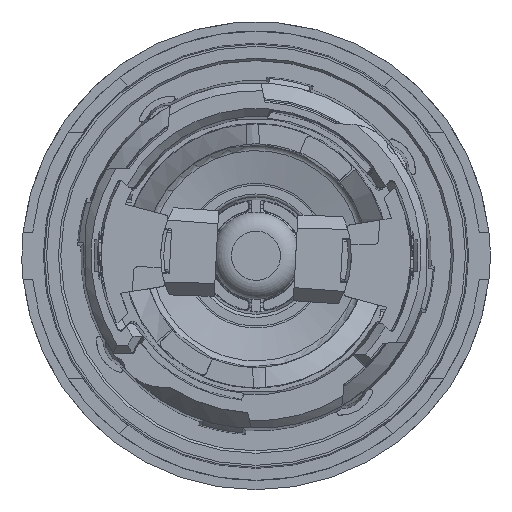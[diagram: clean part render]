
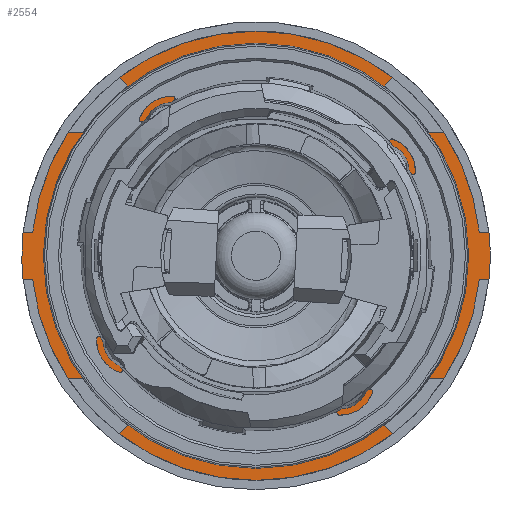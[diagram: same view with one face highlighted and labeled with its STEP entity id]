
A CAD part, front view. The second image highlights one B-rep face of the part: STEP entity #2554.
In plain terms, the highlighted planar face has unit normal (0, -1, 0).
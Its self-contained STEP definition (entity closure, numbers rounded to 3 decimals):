
#205=FACE_BOUND('',#4121,.T.);
#206=FACE_BOUND('',#4122,.T.);
#1037=LINE('',#30372,#1580);
#1041=LINE('',#30386,#1584);
#1045=LINE('',#30395,#1588);
#1049=LINE('',#30409,#1592);
#1053=LINE('',#30422,#1596);
#1057=LINE('',#30430,#1600);
#1060=LINE('',#30443,#1603);
#1064=LINE('',#30453,#1607);
#1070=LINE('',#30508,#1613);
#1071=LINE('',#30509,#1614);
#1072=LINE('',#30510,#1615);
#1073=LINE('',#30511,#1616);
#1580=VECTOR('',#17124,1.);
#1584=VECTOR('',#17140,1.);
#1588=VECTOR('',#17146,1.);
#1592=VECTOR('',#17162,1.);
#1596=VECTOR('',#17174,1.);
#1600=VECTOR('',#17180,1.);
#1603=VECTOR('',#17195,1.);
#1607=VECTOR('',#17205,1.);
#1613=VECTOR('',#17243,1.);
#1614=VECTOR('',#17244,1.);
#1615=VECTOR('',#17245,1.);
#1616=VECTOR('',#17246,1.);
#1911=PLANE('',#14427);
#2554=ADVANCED_FACE('',(#205,#206),#1911,.T.);
#4121=EDGE_LOOP('',(#8131,#8132,#8133,#8134,#8135,#8136,#8137,#8138,#8139,
#8140,#8141,#8142,#8143,#8144,#8145,#8146,#8147,#8148,#8149,#8150,#8151,
#8152,#8153,#8154));
#4122=EDGE_LOOP('',(#8155));
#8131=ORIENTED_EDGE('',*,*,#12173,.T.);
#8132=ORIENTED_EDGE('',*,*,#12171,.T.);
#8133=ORIENTED_EDGE('',*,*,#12168,.T.);
#8134=ORIENTED_EDGE('',*,*,#12191,.F.);
#8135=ORIENTED_EDGE('',*,*,#12195,.F.);
#8136=ORIENTED_EDGE('',*,*,#12187,.T.);
#8137=ORIENTED_EDGE('',*,*,#12196,.F.);
#8138=ORIENTED_EDGE('',*,*,#12180,.F.);
#8139=ORIENTED_EDGE('',*,*,#12145,.F.);
#8140=ORIENTED_EDGE('',*,*,#12146,.F.);
#8141=ORIENTED_EDGE('',*,*,#12152,.F.);
#8142=ORIENTED_EDGE('',*,*,#12179,.F.);
#8143=ORIENTED_EDGE('',*,*,#12162,.F.);
#8144=ORIENTED_EDGE('',*,*,#12163,.F.);
#8145=ORIENTED_EDGE('',*,*,#12158,.F.);
#8146=ORIENTED_EDGE('',*,*,#12178,.F.);
#8147=ORIENTED_EDGE('',*,*,#12197,.F.);
#8148=ORIENTED_EDGE('',*,*,#12183,.T.);
#8149=ORIENTED_EDGE('',*,*,#12198,.F.);
#8150=ORIENTED_EDGE('',*,*,#12193,.F.);
#8151=ORIENTED_EDGE('',*,*,#12134,.F.);
#8152=ORIENTED_EDGE('',*,*,#12135,.F.);
#8153=ORIENTED_EDGE('',*,*,#12141,.F.);
#8154=ORIENTED_EDGE('',*,*,#12192,.F.);
#8155=ORIENTED_EDGE('',*,*,#12199,.T.);
#10117=VERTEX_POINT('',#30366);
#10120=VERTEX_POINT('',#30371);
#10121=VERTEX_POINT('',#30375);
#10124=VERTEX_POINT('',#30385);
#10125=VERTEX_POINT('',#30389);
#10128=VERTEX_POINT('',#30394);
#10129=VERTEX_POINT('',#30398);
#10132=VERTEX_POINT('',#30408);
#10137=VERTEX_POINT('',#30421);
#10138=VERTEX_POINT('',#30423);
#10139=VERTEX_POINT('',#30427);
#10140=VERTEX_POINT('',#30429);
#10145=VERTEX_POINT('',#30444);
#10146=VERTEX_POINT('',#30445);
#10147=VERTEX_POINT('',#30450);
#10148=VERTEX_POINT('',#30454);
#10150=VERTEX_POINT('',#30459);
#10152=VERTEX_POINT('',#30463);
#10155=VERTEX_POINT('',#30475);
#10156=VERTEX_POINT('',#30477);
#10159=VERTEX_POINT('',#30489);
#10160=VERTEX_POINT('',#30491);
#10163=VERTEX_POINT('',#30501);
#10164=VERTEX_POINT('',#30505);
#10165=VERTEX_POINT('',#30513);
#12134=EDGE_CURVE('',#10120,#10117,#1037,.T.);
#12135=EDGE_CURVE('',#10121,#10120,#13180,.T.);
#12141=EDGE_CURVE('',#10124,#10121,#1041,.T.);
#12145=EDGE_CURVE('',#10128,#10125,#1045,.T.);
#12146=EDGE_CURVE('',#10129,#10128,#13183,.T.);
#12152=EDGE_CURVE('',#10132,#10129,#1049,.T.);
#12158=EDGE_CURVE('',#10137,#10138,#1053,.T.);
#12162=EDGE_CURVE('',#10140,#10139,#1057,.T.);
#12163=EDGE_CURVE('',#10138,#10140,#13188,.T.);
#12168=EDGE_CURVE('',#10145,#10146,#1060,.T.);
#12171=EDGE_CURVE('',#10147,#10145,#13191,.T.);
#12173=EDGE_CURVE('',#10148,#10147,#1064,.T.);
#12178=EDGE_CURVE('',#10152,#10137,#13193,.T.);
#12179=EDGE_CURVE('',#10139,#10132,#13194,.T.);
#12180=EDGE_CURVE('',#10125,#10150,#13195,.T.);
#12183=EDGE_CURVE('',#10156,#10155,#13197,.T.);
#12187=EDGE_CURVE('',#10160,#10159,#13199,.T.);
#12191=EDGE_CURVE('',#10163,#10146,#13201,.T.);
#12192=EDGE_CURVE('',#10148,#10124,#13202,.T.);
#12193=EDGE_CURVE('',#10117,#10164,#13203,.T.);
#12195=EDGE_CURVE('',#10160,#10163,#1070,.T.);
#12196=EDGE_CURVE('',#10150,#10159,#1071,.T.);
#12197=EDGE_CURVE('',#10156,#10152,#1072,.T.);
#12198=EDGE_CURVE('',#10164,#10155,#1073,.T.);
#12199=EDGE_CURVE('',#10165,#10165,#13204,.T.);
#13180=CIRCLE('',#14384,13.4);
#13183=CIRCLE('',#14391,13.4);
#13188=CIRCLE('',#14402,13.4);
#13191=CIRCLE('',#14408,13.4);
#13193=CIRCLE('',#14412,14.15);
#13194=CIRCLE('',#14413,14.15);
#13195=CIRCLE('',#14414,14.15);
#13197=CIRCLE('',#14417,14.75);
#13199=CIRCLE('',#14419,14.75);
#13201=CIRCLE('',#14422,14.15);
#13202=CIRCLE('',#14423,14.15);
#13203=CIRCLE('',#14424,14.15);
#13204=CIRCLE('',#14426,10.5);
#14384=AXIS2_PLACEMENT_3D('',#30374,#17127,#17128);
#14391=AXIS2_PLACEMENT_3D('',#30397,#17149,#17150);
#14402=AXIS2_PLACEMENT_3D('',#30432,#17183,#17184);
#14408=AXIS2_PLACEMENT_3D('',#30449,#17200,#17201);
#14412=AXIS2_PLACEMENT_3D('',#30464,#17213,#17214);
#14413=AXIS2_PLACEMENT_3D('',#30465,#17215,#17216);
#14414=AXIS2_PLACEMENT_3D('',#30466,#17217,#17218);
#14417=AXIS2_PLACEMENT_3D('',#30476,#17223,#17224);
#14419=AXIS2_PLACEMENT_3D('',#30490,#17227,#17228);
#14422=AXIS2_PLACEMENT_3D('',#30502,#17234,#17235);
#14423=AXIS2_PLACEMENT_3D('',#30503,#17236,#17237);
#14424=AXIS2_PLACEMENT_3D('',#30504,#17238,#17239);
#14426=AXIS2_PLACEMENT_3D('',#30512,#17247,#17248);
#14427=AXIS2_PLACEMENT_3D('',#30514,#17249,#17250);
#17124=DIRECTION('',(1.,0.,0.));
#17127=DIRECTION('',(0.,1.,0.));
#17128=DIRECTION('',(1.,0.,0.));
#17140=DIRECTION('',(-0.707,0.,-0.707));
#17146=DIRECTION('',(-1.,0.,0.));
#17149=DIRECTION('',(0.,1.,0.));
#17150=DIRECTION('',(-1.,0.,0.));
#17162=DIRECTION('',(0.707,0.,0.707));
#17174=DIRECTION('',(-1.,0.,0.));
#17180=DIRECTION('',(0.707,0.,-0.707));
#17183=DIRECTION('',(0.,1.,0.));
#17184=DIRECTION('',(1.,0.,0.));
#17195=DIRECTION('',(-1.,0.,0.));
#17200=DIRECTION('',(0.,-1.,0.));
#17201=DIRECTION('',(-1.,0.,0.));
#17205=DIRECTION('',(0.707,0.,-0.707));
#17213=DIRECTION('',(0.,1.,0.));
#17214=DIRECTION('',(0.,0.,1.));
#17215=DIRECTION('',(0.,1.,0.));
#17216=DIRECTION('',(0.,0.,1.));
#17217=DIRECTION('',(0.,1.,0.));
#17218=DIRECTION('',(0.,0.,1.));
#17223=DIRECTION('',(0.,-1.,0.));
#17224=DIRECTION('',(0.,0.,-1.));
#17227=DIRECTION('',(0.,-1.,0.));
#17228=DIRECTION('',(0.,0.,-1.));
#17234=DIRECTION('',(0.,1.,0.));
#17235=DIRECTION('',(0.,0.,1.));
#17236=DIRECTION('',(0.,1.,0.));
#17237=DIRECTION('',(0.,0.,1.));
#17238=DIRECTION('',(0.,1.,0.));
#17239=DIRECTION('',(0.,0.,1.));
#17243=DIRECTION('',(1.,0.,0.));
#17244=DIRECTION('',(-1.,0.,0.));
#17245=DIRECTION('',(-1.,0.,0.));
#17246=DIRECTION('',(1.,0.,0.));
#17247=DIRECTION('',(0.,1.,0.));
#17248=DIRECTION('',(0.,0.,-1.));
#17249=DIRECTION('',(0.,-1.,0.));
#17250=DIRECTION('',(0.,0.,-1.));
#30366=CARTESIAN_POINT('',(11.839,15.8,7.75));
#30371=CARTESIAN_POINT('',(10.932,15.8,7.75));
#30372=CARTESIAN_POINT('',(10.932,15.8,7.75));
#30374=CARTESIAN_POINT('',(0.,15.8,0.));
#30375=CARTESIAN_POINT('',(8.076,15.8,10.693));
#30385=CARTESIAN_POINT('',(8.612,15.8,11.228));
#30386=CARTESIAN_POINT('',(11.352,15.8,13.969));
#30389=CARTESIAN_POINT('',(-11.839,15.8,-7.75));
#30394=CARTESIAN_POINT('',(-10.932,15.8,-7.75));
#30395=CARTESIAN_POINT('',(-10.932,15.8,-7.75));
#30397=CARTESIAN_POINT('',(0.,15.8,0.));
#30398=CARTESIAN_POINT('',(-8.076,15.8,-10.693));
#30408=CARTESIAN_POINT('',(-8.612,15.8,-11.228));
#30409=CARTESIAN_POINT('',(-11.352,15.8,-13.969));
#30421=CARTESIAN_POINT('',(11.839,15.8,-7.75));
#30422=CARTESIAN_POINT('',(16.246,15.8,-7.75));
#30423=CARTESIAN_POINT('',(10.932,15.8,-7.75));
#30427=CARTESIAN_POINT('',(8.612,15.8,-11.228));
#30429=CARTESIAN_POINT('',(8.076,15.8,-10.693));
#30430=CARTESIAN_POINT('',(8.076,15.8,-10.693));
#30432=CARTESIAN_POINT('',(0.,15.8,0.));
#30443=CARTESIAN_POINT('',(-10.932,15.8,7.75));
#30444=CARTESIAN_POINT('',(-10.932,15.8,7.75));
#30445=CARTESIAN_POINT('',(-11.839,15.8,7.75));
#30449=CARTESIAN_POINT('',(0.,15.8,0.));
#30450=CARTESIAN_POINT('',(-8.076,15.8,10.693));
#30453=CARTESIAN_POINT('',(-11.352,15.8,13.969));
#30454=CARTESIAN_POINT('',(-8.612,15.8,11.228));
#30459=CARTESIAN_POINT('',(-14.071,15.8,-1.49));
#30463=CARTESIAN_POINT('',(14.071,15.8,-1.49));
#30464=CARTESIAN_POINT('',(0.,15.8,0.));
#30465=CARTESIAN_POINT('',(0.,15.8,0.));
#30466=CARTESIAN_POINT('',(0.,15.8,0.));
#30475=CARTESIAN_POINT('',(14.675,15.8,1.49));
#30476=CARTESIAN_POINT('',(0.,15.8,0.));
#30477=CARTESIAN_POINT('',(14.675,15.8,-1.49));
#30489=CARTESIAN_POINT('',(-14.675,15.8,-1.49));
#30490=CARTESIAN_POINT('',(0.,15.8,0.));
#30491=CARTESIAN_POINT('',(-14.675,15.8,1.49));
#30501=CARTESIAN_POINT('',(-14.071,15.8,1.49));
#30502=CARTESIAN_POINT('',(0.,15.8,0.));
#30503=CARTESIAN_POINT('',(0.,15.8,0.));
#30504=CARTESIAN_POINT('',(0.,15.8,0.));
#30505=CARTESIAN_POINT('',(14.071,15.8,1.49));
#30508=CARTESIAN_POINT('',(-14.665,15.8,1.49));
#30509=CARTESIAN_POINT('',(-14.071,15.8,-1.49));
#30510=CARTESIAN_POINT('',(14.665,15.8,-1.49));
#30511=CARTESIAN_POINT('',(14.071,15.8,1.49));
#30512=CARTESIAN_POINT('',(0.,15.8,0.));
#30513=CARTESIAN_POINT('',(0.,15.8,-10.5));
#30514=CARTESIAN_POINT('',(10.3,15.8,0.));
